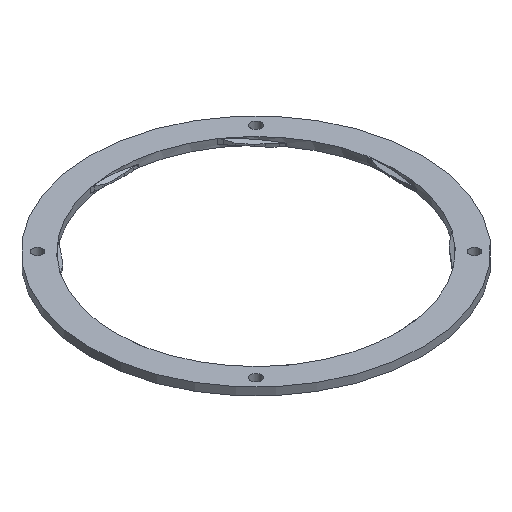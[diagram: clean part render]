
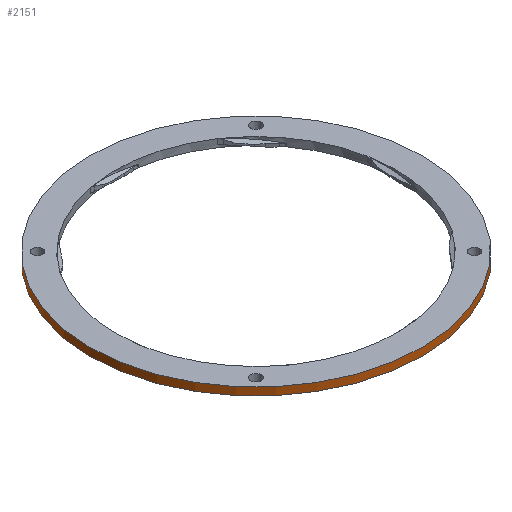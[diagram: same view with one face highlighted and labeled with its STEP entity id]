
A CAD part, isometric view. The second image highlights one B-rep face of the part: STEP entity #2151.
In plain terms, the highlighted cylindrical face has radius 64.25 mm (diameter 128.5 mm), a full revolution.
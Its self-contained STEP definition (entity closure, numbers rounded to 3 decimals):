
#343=FACE_OUTER_BOUND('',#462,.T.);
#462=EDGE_LOOP('',(#1448,#1449,#1450,#1451));
#591=LINE('',#2599,#708);
#708=VECTOR('',#2371,64.25);
#829=CIRCLE('',#2293,64.25);
#830=CIRCLE('',#2294,64.25);
#855=VERTEX_POINT('',#2596);
#856=VERTEX_POINT('',#2598);
#1093=EDGE_CURVE('',#855,#855,#829,.T.);
#1094=EDGE_CURVE('',#855,#856,#591,.T.);
#1095=EDGE_CURVE('',#856,#856,#830,.T.);
#1448=ORIENTED_EDGE('',*,*,#1093,.F.);
#1449=ORIENTED_EDGE('',*,*,#1094,.T.);
#1450=ORIENTED_EDGE('',*,*,#1095,.F.);
#1451=ORIENTED_EDGE('',*,*,#1094,.F.);
#2138=CYLINDRICAL_SURFACE('',#2292,64.25);
#2151=ADVANCED_FACE('',(#343),#2138,.T.);
#2292=AXIS2_PLACEMENT_3D('',#2595,#2367,#2368);
#2293=AXIS2_PLACEMENT_3D('',#2597,#2369,#2370);
#2294=AXIS2_PLACEMENT_3D('',#2600,#2372,#2373);
#2367=DIRECTION('center_axis',(0.,0.,1.));
#2368=DIRECTION('ref_axis',(1.,0.,0.));
#2369=DIRECTION('center_axis',(0.,0.,-1.));
#2370=DIRECTION('ref_axis',(1.,0.,0.));
#2371=DIRECTION('',(0.,0.,1.));
#2372=DIRECTION('center_axis',(0.,0.,1.));
#2373=DIRECTION('ref_axis',(1.,0.,0.));
#2595=CARTESIAN_POINT('Origin',(0.,0.,0.));
#2596=CARTESIAN_POINT('',(-64.25,0.,0.));
#2597=CARTESIAN_POINT('Origin',(0.,0.,0.));
#2598=CARTESIAN_POINT('',(-64.25,0.,3.));
#2599=CARTESIAN_POINT('',(-64.25,0.,0.));
#2600=CARTESIAN_POINT('Origin',(0.,0.,3.));
